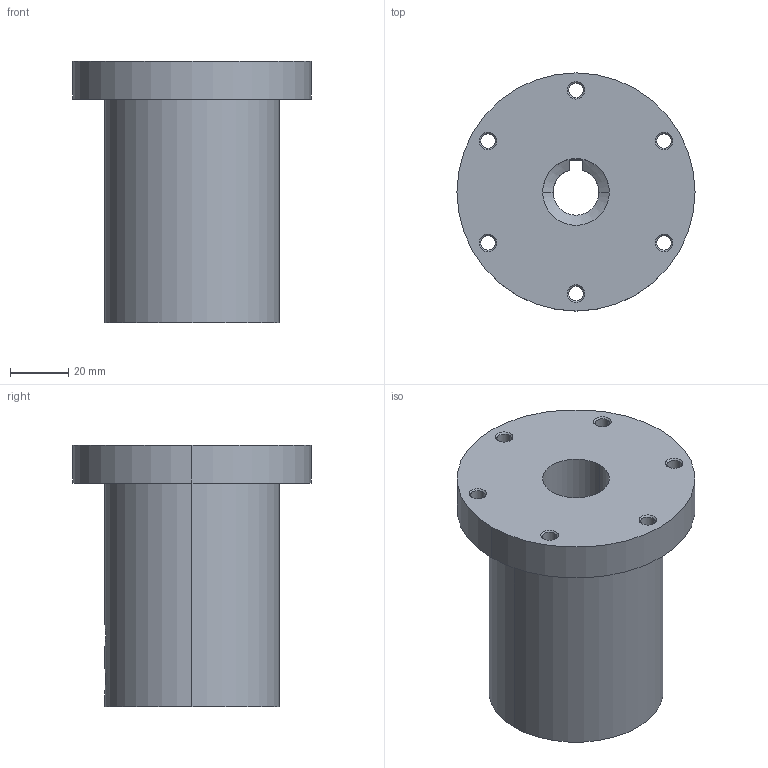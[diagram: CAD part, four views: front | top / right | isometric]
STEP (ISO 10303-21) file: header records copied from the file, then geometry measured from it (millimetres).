
FILE_DESCRIPTION (( 'STEP AP203' ), '1' );
FILE_NAME ('sortie moteur.STEP', '2021-03-22T16:38:11', ( '' ), ( '' ), 'SwSTEP 2.0', 'SolidWorks 2016', '' );
FILE_SCHEMA (( 'CONFIG_CONTROL_DESIGN' ));
Length unit declared in the file: millimetre
Products named in the file (1): sortie moteur
Bounding box: 82 x 82 x 90 mm (x, y, z)
Volume: 253947.4 mm3; surface area: 35430.4 mm2
Topology: 1 solids, 1 shells, 55 faces, 142 edges, 88 vertices
Faces by surface type: cylinder 25, cone 18, plane 12
Entity records: 1982 total; most frequent: CARTESIAN_POINT 495, DIRECTION 309, ORIENTED_EDGE 284, EDGE_CURVE 142, AXIS2_PLACEMENT_3D 122, VERTEX_POINT 88, EDGE_LOOP 72, CIRCLE 66
